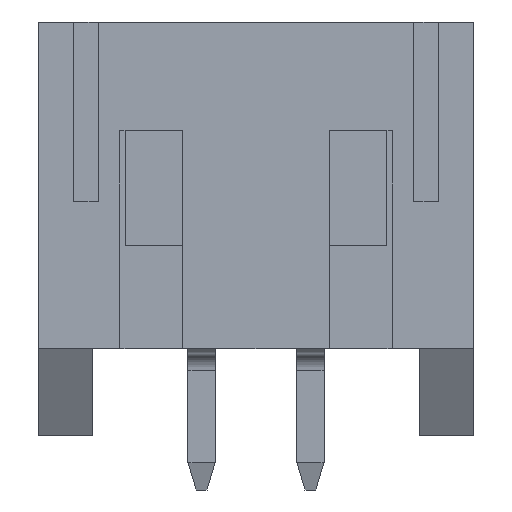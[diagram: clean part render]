
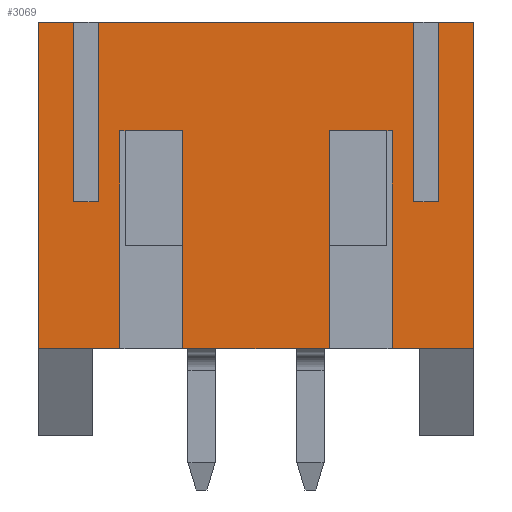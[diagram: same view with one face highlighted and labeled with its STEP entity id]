
A CAD part, front view. The second image highlights one B-rep face of the part: STEP entity #3069.
In plain terms, the highlighted planar face has unit normal (0, -1, 0).
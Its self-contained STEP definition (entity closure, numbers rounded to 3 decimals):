
#152=ORIENTED_EDGE('',*,*,#1056,.T.);
#153=ORIENTED_EDGE('',*,*,#1012,.F.);
#154=ORIENTED_EDGE('',*,*,#1057,.T.);
#155=ORIENTED_EDGE('',*,*,#1058,.T.);
#156=ORIENTED_EDGE('',*,*,#1059,.T.);
#157=ORIENTED_EDGE('',*,*,#1008,.F.);
#158=ORIENTED_EDGE('',*,*,#1060,.T.);
#159=ORIENTED_EDGE('',*,*,#1061,.T.);
#160=ORIENTED_EDGE('',*,*,#1062,.F.);
#161=ORIENTED_EDGE('',*,*,#1063,.T.);
#162=ORIENTED_EDGE('',*,*,#1064,.T.);
#163=ORIENTED_EDGE('',*,*,#1065,.T.);
#164=ORIENTED_EDGE('',*,*,#1066,.F.);
#165=ORIENTED_EDGE('',*,*,#1067,.T.);
#166=ORIENTED_EDGE('',*,*,#1068,.T.);
#167=ORIENTED_EDGE('',*,*,#1069,.T.);
#168=ORIENTED_EDGE('',*,*,#1070,.F.);
#169=ORIENTED_EDGE('',*,*,#1016,.F.);
#170=ORIENTED_EDGE('',*,*,#1071,.T.);
#171=ORIENTED_EDGE('',*,*,#1072,.T.);
#1008=EDGE_CURVE('',#1462,#1463,#1758,.T.);
#1012=EDGE_CURVE('',#1466,#1467,#1762,.T.);
#1016=EDGE_CURVE('',#1470,#1471,#1766,.T.);
#1056=EDGE_CURVE('',#1506,#1467,#1806,.T.);
#1057=EDGE_CURVE('',#1466,#1507,#1807,.T.);
#1058=EDGE_CURVE('',#1507,#1508,#1808,.T.);
#1059=EDGE_CURVE('',#1508,#1463,#1809,.T.);
#1060=EDGE_CURVE('',#1462,#1509,#1810,.T.);
#1061=EDGE_CURVE('',#1509,#1510,#1811,.T.);
#1062=EDGE_CURVE('',#1511,#1510,#1812,.T.);
#1063=EDGE_CURVE('',#1511,#1512,#1813,.T.);
#1064=EDGE_CURVE('',#1512,#1513,#1814,.T.);
#1065=EDGE_CURVE('',#1513,#1514,#1815,.T.);
#1066=EDGE_CURVE('',#1515,#1514,#1816,.T.);
#1067=EDGE_CURVE('',#1515,#1516,#1817,.T.);
#1068=EDGE_CURVE('',#1516,#1517,#1818,.T.);
#1069=EDGE_CURVE('',#1517,#1518,#1819,.T.);
#1070=EDGE_CURVE('',#1471,#1518,#1820,.T.);
#1071=EDGE_CURVE('',#1470,#1519,#1821,.T.);
#1072=EDGE_CURVE('',#1519,#1506,#1822,.T.);
#1462=VERTEX_POINT('',#4296);
#1463=VERTEX_POINT('',#4298);
#1466=VERTEX_POINT('',#4304);
#1467=VERTEX_POINT('',#4306);
#1470=VERTEX_POINT('',#4312);
#1471=VERTEX_POINT('',#4314);
#1506=VERTEX_POINT('',#4393);
#1507=VERTEX_POINT('',#4395);
#1508=VERTEX_POINT('',#4397);
#1509=VERTEX_POINT('',#4400);
#1510=VERTEX_POINT('',#4402);
#1511=VERTEX_POINT('',#4404);
#1512=VERTEX_POINT('',#4406);
#1513=VERTEX_POINT('',#4408);
#1514=VERTEX_POINT('',#4410);
#1515=VERTEX_POINT('',#4412);
#1516=VERTEX_POINT('',#4414);
#1517=VERTEX_POINT('',#4416);
#1518=VERTEX_POINT('',#4418);
#1519=VERTEX_POINT('',#4421);
#1758=LINE('',#4297,#2184);
#1762=LINE('',#4305,#2188);
#1766=LINE('',#4313,#2192);
#1806=LINE('',#4392,#2232);
#1807=LINE('',#4394,#2233);
#1808=LINE('',#4396,#2234);
#1809=LINE('',#4398,#2235);
#1810=LINE('',#4399,#2236);
#1811=LINE('',#4401,#2237);
#1812=LINE('',#4403,#2238);
#1813=LINE('',#4405,#2239);
#1814=LINE('',#4407,#2240);
#1815=LINE('',#4409,#2241);
#1816=LINE('',#4411,#2242);
#1817=LINE('',#4413,#2243);
#1818=LINE('',#4415,#2244);
#1819=LINE('',#4417,#2245);
#1820=LINE('',#4419,#2246);
#1821=LINE('',#4420,#2247);
#1822=LINE('',#4422,#2248);
#2184=VECTOR('',#3472,1000.);
#2188=VECTOR('',#3476,1000.);
#2192=VECTOR('',#3480,1000.);
#2232=VECTOR('',#3528,1000.);
#2233=VECTOR('',#3529,1000.);
#2234=VECTOR('',#3530,1000.);
#2235=VECTOR('',#3531,1000.);
#2236=VECTOR('',#3532,1000.);
#2237=VECTOR('',#3533,1000.);
#2238=VECTOR('',#3534,1000.);
#2239=VECTOR('',#3535,1000.);
#2240=VECTOR('',#3536,1000.);
#2241=VECTOR('',#3537,1000.);
#2242=VECTOR('',#3538,1000.);
#2243=VECTOR('',#3539,1000.);
#2244=VECTOR('',#3540,1000.);
#2245=VECTOR('',#3541,1000.);
#2246=VECTOR('',#3542,1000.);
#2247=VECTOR('',#3543,1000.);
#2248=VECTOR('',#3544,1000.);
#2603=EDGE_LOOP('',(#152,#153,#154,#155,#156,#157,#158,#159,#160,#161,#162,
#163,#164,#165,#166,#167,#168,#169,#170,#171));
#2765=FACE_BOUND('',#2603,.T.);
#2924=PLANE('',#3266);
#3069=ADVANCED_FACE('',(#2765),#2924,.T.);
#3266=AXIS2_PLACEMENT_3D('',#4391,#3526,#3527);
#3472=DIRECTION('',(-1.,0.,0.));
#3476=DIRECTION('',(-1.,0.,0.));
#3480=DIRECTION('',(-1.,0.,0.));
#3526=DIRECTION('',(0.,-1.,0.));
#3527=DIRECTION('',(0.,0.,-1.));
#3528=DIRECTION('',(0.,0.,-1.));
#3529=DIRECTION('',(0.,0.,1.));
#3530=DIRECTION('',(1.,0.,0.));
#3531=DIRECTION('',(0.,0.,-1.));
#3532=DIRECTION('',(0.,0.,1.));
#3533=DIRECTION('',(-1.,0.,0.));
#3534=DIRECTION('',(0.,0.,1.));
#3535=DIRECTION('',(-1.,0.,0.));
#3536=DIRECTION('',(0.,0.,1.));
#3537=DIRECTION('',(-1.,0.,0.));
#3538=DIRECTION('',(0.,0.,1.));
#3539=DIRECTION('',(-1.,0.,0.));
#3540=DIRECTION('',(0.,0.,1.));
#3541=DIRECTION('',(-1.,0.,0.));
#3542=DIRECTION('',(0.,0.,1.));
#3543=DIRECTION('',(0.,0.,1.));
#3544=DIRECTION('',(1.,0.,0.));
#4296=CARTESIAN_POINT('',(4.,-2.75,-3.));
#4297=CARTESIAN_POINT('',(4.,-2.75,-3.));
#4298=CARTESIAN_POINT('',(2.5,-2.75,-3.));
#4304=CARTESIAN_POINT('',(1.35,-2.75,-3.));
#4305=CARTESIAN_POINT('',(4.,-2.75,-3.));
#4306=CARTESIAN_POINT('',(-1.35,-2.75,-3.));
#4312=CARTESIAN_POINT('',(-2.5,-2.75,-3.));
#4313=CARTESIAN_POINT('',(4.,-2.75,-3.));
#4314=CARTESIAN_POINT('',(-4.,-2.75,-3.));
#4391=CARTESIAN_POINT('',(4.,-2.75,-3.));
#4392=CARTESIAN_POINT('',(-1.35,-2.75,1.));
#4393=CARTESIAN_POINT('',(-1.35,-2.75,1.));
#4394=CARTESIAN_POINT('',(1.35,-2.75,-3.));
#4395=CARTESIAN_POINT('',(1.35,-2.75,1.));
#4396=CARTESIAN_POINT('',(1.35,-2.75,1.));
#4397=CARTESIAN_POINT('',(2.5,-2.75,1.));
#4398=CARTESIAN_POINT('',(2.5,-2.75,1.));
#4399=CARTESIAN_POINT('',(4.,-2.75,-3.));
#4400=CARTESIAN_POINT('',(4.,-2.75,3.));
#4401=CARTESIAN_POINT('',(4.,-2.75,3.));
#4402=CARTESIAN_POINT('',(3.35,-2.75,3.));
#4403=CARTESIAN_POINT('',(3.35,-2.75,-0.3));
#4404=CARTESIAN_POINT('',(3.35,-2.75,-0.3));
#4405=CARTESIAN_POINT('',(3.35,-2.75,-0.3));
#4406=CARTESIAN_POINT('',(2.9,-2.75,-0.3));
#4407=CARTESIAN_POINT('',(2.9,-2.75,-0.3));
#4408=CARTESIAN_POINT('',(2.9,-2.75,3.));
#4409=CARTESIAN_POINT('',(4.,-2.75,3.));
#4410=CARTESIAN_POINT('',(-2.9,-2.75,3.));
#4411=CARTESIAN_POINT('',(-2.9,-2.75,-0.3));
#4412=CARTESIAN_POINT('',(-2.9,-2.75,-0.3));
#4413=CARTESIAN_POINT('',(-2.9,-2.75,-0.3));
#4414=CARTESIAN_POINT('',(-3.35,-2.75,-0.3));
#4415=CARTESIAN_POINT('',(-3.35,-2.75,-0.3));
#4416=CARTESIAN_POINT('',(-3.35,-2.75,3.));
#4417=CARTESIAN_POINT('',(4.,-2.75,3.));
#4418=CARTESIAN_POINT('',(-4.,-2.75,3.));
#4419=CARTESIAN_POINT('',(-4.,-2.75,-3.));
#4420=CARTESIAN_POINT('',(-2.5,-2.75,-3.));
#4421=CARTESIAN_POINT('',(-2.5,-2.75,1.));
#4422=CARTESIAN_POINT('',(-2.5,-2.75,1.));
